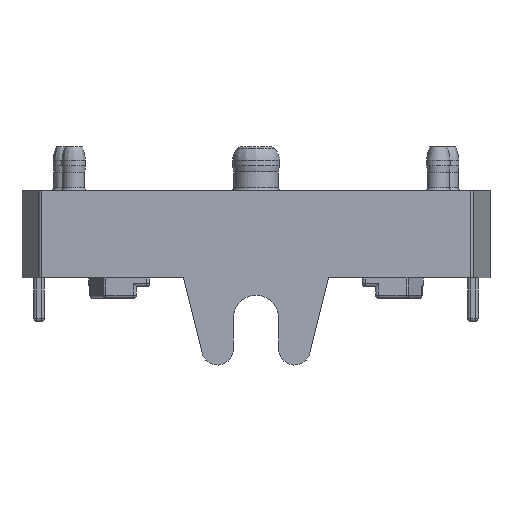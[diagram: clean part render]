
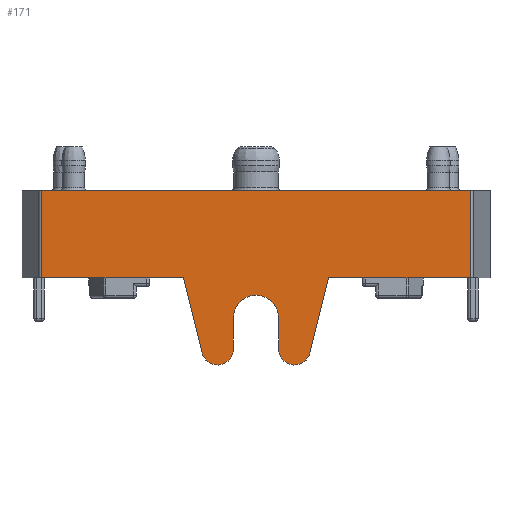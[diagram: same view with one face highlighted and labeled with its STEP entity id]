
A CAD part, front view. The second image highlights one B-rep face of the part: STEP entity #171.
In plain terms, the highlighted planar face has unit normal (0, -1, 0).
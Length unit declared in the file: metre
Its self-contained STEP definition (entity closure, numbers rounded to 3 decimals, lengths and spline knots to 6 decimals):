
#171 = ADVANCED_FACE( '', ( #548 ), #549, .T. );
#548 = FACE_OUTER_BOUND( '', #1249, .T. );
#549 = PLANE( '', #1250 );
#1249 = EDGE_LOOP( '', ( #2534, #2535, #2536, #2537, #2538, #2539, #2540, #2541, #2542, #2543, #2544, #2545 ) );
#1250 = AXIS2_PLACEMENT_3D( '', #2546, #2547, #2548 );
#2534 = ORIENTED_EDGE( '', *, *, #4177, .F. );
#2535 = ORIENTED_EDGE( '', *, *, #4068, .T. );
#2536 = ORIENTED_EDGE( '', *, *, #3941, .F. );
#2537 = ORIENTED_EDGE( '', *, *, #4178, .F. );
#2538 = ORIENTED_EDGE( '', *, *, #4179, .F. );
#2539 = ORIENTED_EDGE( '', *, *, #4180, .T. );
#2540 = ORIENTED_EDGE( '', *, *, #4181, .T. );
#2541 = ORIENTED_EDGE( '', *, *, #4182, .T. );
#2542 = ORIENTED_EDGE( '', *, *, #4173, .T. );
#2543 = ORIENTED_EDGE( '', *, *, #4170, .T. );
#2544 = ORIENTED_EDGE( '', *, *, #4175, .T. );
#2545 = ORIENTED_EDGE( '', *, *, #4183, .T. );
#2546 = CARTESIAN_POINT( '', ( 0.014742, 0.0023, -0.026717 ) );
#2547 = DIRECTION( '', ( 0., -1., 0. ) );
#2548 = DIRECTION( '', ( -1., 0., 0. ) );
#3941 = EDGE_CURVE( '', #4669, #4671, #4672, .T. );
#4068 = EDGE_CURVE( '', #4898, #4671, #4901, .T. );
#4170 = EDGE_CURVE( '', #5075, #5076, #5077, .T. );
#4173 = EDGE_CURVE( '', #5080, #5075, #5081, .T. );
#4175 = EDGE_CURVE( '', #5076, #5083, #5084, .T. );
#4177 = EDGE_CURVE( '', #4898, #5086, #5087, .T. );
#4178 = EDGE_CURVE( '', #5088, #4669, #5089, .T. );
#4179 = EDGE_CURVE( '', #5090, #5088, #5091, .T. );
#4180 = EDGE_CURVE( '', #5090, #5092, #5093, .T. );
#4181 = EDGE_CURVE( '', #5092, #5094, #5095, .T. );
#4182 = EDGE_CURVE( '', #5094, #5080, #5096, .T. );
#4183 = EDGE_CURVE( '', #5083, #5086, #5097, .T. );
#4669 = VERTEX_POINT( '', #5842 );
#4671 = VERTEX_POINT( '', #5844 );
#4672 = LINE( '', #5845, #5846 );
#4898 = VERTEX_POINT( '', #6176 );
#4901 = LINE( '', #6180, #6181 );
#5075 = VERTEX_POINT( '', #6526 );
#5076 = VERTEX_POINT( '', #6527 );
#5077 = LINE( '', #6528, #6529 );
#5080 = VERTEX_POINT( '', #6534 );
#5081 = CIRCLE( '', #6535, 0.00155 );
#5083 = VERTEX_POINT( '', #6538 );
#5084 = CIRCLE( '', #6539, 0.001095 );
#5086 = VERTEX_POINT( '', #6542 );
#5087 = LINE( '', #6543, #6544 );
#5088 = VERTEX_POINT( '', #6545 );
#5089 = LINE( '', #6546, #6547 );
#5090 = VERTEX_POINT( '', #6548 );
#5091 = LINE( '', #6549, #6550 );
#5092 = VERTEX_POINT( '', #6551 );
#5093 = LINE( '', #6552, #6553 );
#5094 = VERTEX_POINT( '', #6554 );
#5095 = CIRCLE( '', #6555, 0.001095 );
#5096 = LINE( '', #6556, #6557 );
#5097 = LINE( '', #6558, #6559 );
#5842 = CARTESIAN_POINT( '', ( -0.014742, 0.0023, 0.01 ) );
#5844 = CARTESIAN_POINT( '', ( 0.014742, 0.0023, 0.01 ) );
#5845 = CARTESIAN_POINT( '', ( 0.014742, 0.0023, 0.01 ) );
#5846 = VECTOR( '', #7413, 1. );
#6176 = CARTESIAN_POINT( '', ( 0.014742, 0.0023, 0.004 ) );
#6180 = CARTESIAN_POINT( '', ( 0.014742, 0.0023, -0.026717 ) );
#6181 = VECTOR( '', #7626, 1. );
#6526 = CARTESIAN_POINT( '', ( 0.00155, 0.0023, 0.00125 ) );
#6527 = CARTESIAN_POINT( '', ( 0.00155, 0.0023, -0.000905 ) );
#6528 = CARTESIAN_POINT( '', ( 0.00155, 0.0023, -0.000905 ) );
#6529 = VECTOR( '', #7776, 1. );
#6534 = CARTESIAN_POINT( '', ( -0.00155, 0.0023, 0.00125 ) );
#6535 = AXIS2_PLACEMENT_3D( '', #7779, #7780, #7781 );
#6538 = CARTESIAN_POINT( '', ( 0.003707, 0.0023, -0.001171 ) );
#6539 = AXIS2_PLACEMENT_3D( '', #7783, #7784, #7785 );
#6542 = CARTESIAN_POINT( '', ( 0.005, 0.0023, 0.004 ) );
#6543 = CARTESIAN_POINT( '', ( 0.014742, 0.0023, 0.004 ) );
#6544 = VECTOR( '', #7787, 1. );
#6545 = CARTESIAN_POINT( '', ( -0.014742, 0.0023, 0.004 ) );
#6546 = CARTESIAN_POINT( '', ( -0.014742, 0.0023, -0.026717 ) );
#6547 = VECTOR( '', #7788, 1. );
#6548 = CARTESIAN_POINT( '', ( -0.005, 0.0023, 0.004 ) );
#6549 = CARTESIAN_POINT( '', ( 0.014742, 0.0023, 0.004 ) );
#6550 = VECTOR( '', #7789, 1. );
#6551 = CARTESIAN_POINT( '', ( -0.003707, 0.0023, -0.001171 ) );
#6552 = CARTESIAN_POINT( '', ( -0.003707, 0.0023, -0.001171 ) );
#6553 = VECTOR( '', #7790, 1. );
#6554 = CARTESIAN_POINT( '', ( -0.00155, 0.0023, -0.000905 ) );
#6555 = AXIS2_PLACEMENT_3D( '', #7791, #7792, #7793 );
#6556 = CARTESIAN_POINT( '', ( -0.00155, 0.0023, -0.000905 ) );
#6557 = VECTOR( '', #7794, 1. );
#6558 = CARTESIAN_POINT( '', ( 0.005, 0.0023, 0.004 ) );
#6559 = VECTOR( '', #7795, 1. );
#7413 = DIRECTION( '', ( 1., 0., 0. ) );
#7626 = DIRECTION( '', ( 0., 0., 1. ) );
#7776 = DIRECTION( '', ( 0., 0., -1. ) );
#7779 = CARTESIAN_POINT( '', ( 0., 0.0023, 0.00125 ) );
#7780 = DIRECTION( '', ( 0., 1., 0. ) );
#7781 = DIRECTION( '', ( 1., 0., 0. ) );
#7783 = CARTESIAN_POINT( '', ( 0.002645, 0.0023, -0.000905 ) );
#7784 = DIRECTION( '', ( 0., -1., 0. ) );
#7785 = DIRECTION( '', ( 1., 0., 0. ) );
#7787 = DIRECTION( '', ( -1., 0., 0. ) );
#7788 = DIRECTION( '', ( 0., 0., 1. ) );
#7789 = DIRECTION( '', ( -1., 0., 0. ) );
#7790 = DIRECTION( '', ( 0.243, 0., -0.97 ) );
#7791 = CARTESIAN_POINT( '', ( -0.002645, 0.0023, -0.000905 ) );
#7792 = DIRECTION( '', ( 0., -1., 0. ) );
#7793 = DIRECTION( '', ( 1., 0., 0. ) );
#7794 = DIRECTION( '', ( 0., 0., 1. ) );
#7795 = DIRECTION( '', ( 0.243, 0., 0.97 ) );
